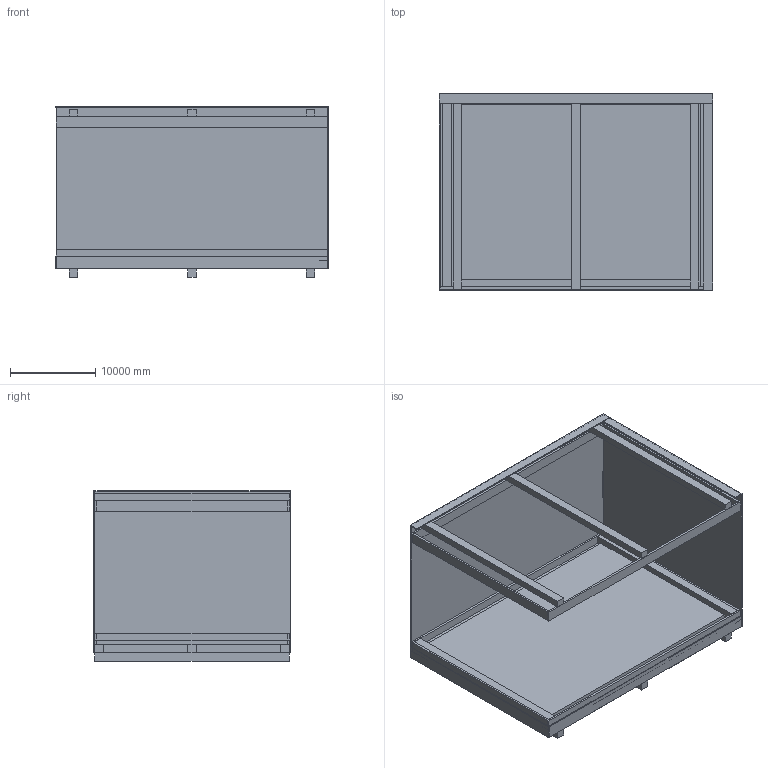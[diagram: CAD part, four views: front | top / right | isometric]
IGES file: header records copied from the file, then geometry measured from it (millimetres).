
Global section: file name: Kiste; native system: AutoCAD Mechanical 2019 - Deutsch (German); preprocessor: Autodesk Translation Framework DWG producer (atf_dwg_producer); organization: unknown; date: 20190405.162537; units: centimetre
Bounding box: 32000 x 23000 x 20000 mm (x, y, z)
Surface area: 6112716000 mm2 (no closed solid volume)
Topology: 0 solids, 0 shells, 149 faces, 676 edges, 676 vertices
Faces by surface type: bspline 149
